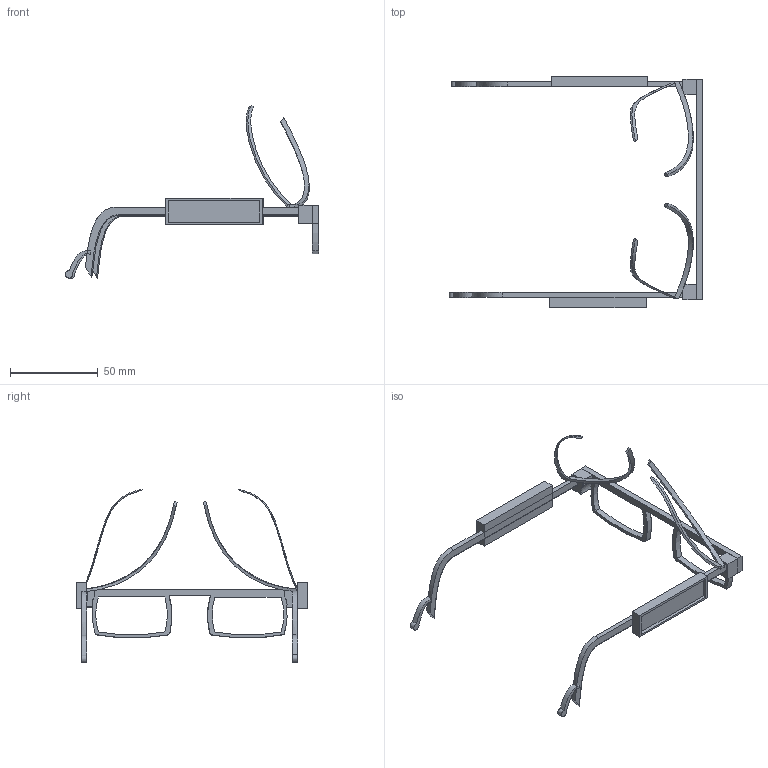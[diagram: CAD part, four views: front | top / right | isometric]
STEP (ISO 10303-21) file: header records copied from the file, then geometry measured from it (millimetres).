
FILE_DESCRIPTION(/* description */ (''),/* implementation_level */ '2;1');
FILE_NAME(/* name */ 'limelight v10.step',/* time_stamp */ '2025-08-05T22:00:49-04:00',/* author */ (''),/* organization */ (''),/* preprocessor_version */ 'ST-DEVELOPER v20.1',/* originating_system */ 'Autodesk Translation Framework v14.10.0.0',/* authorisation */ '');
FILE_SCHEMA (('AUTOMOTIVE_DESIGN { 1 0 10303 214 3 1 1 }'));
Length unit declared in the file: millimetre
Products named in the file (1): limelight
Bounding box: 143.95 x 131.77 x 98.42 mm (x, y, z)
Volume: 16759.8 mm3; surface area: 17742.4 mm2
Topology: 13 solids, 13 shells, 164 faces, 372 edges, 234 vertices
Faces by surface type: plane 78, cylinder 36, bspline 34, torus 14, sphere 2
Entity records: 6519 total; most frequent: CARTESIAN_POINT 2999, ORIENTED_EDGE 736, DIRECTION 656, EDGE_CURVE 368, VERTEX_POINT 234, LINE 222, VECTOR 222, AXIS2_PLACEMENT_3D 217
